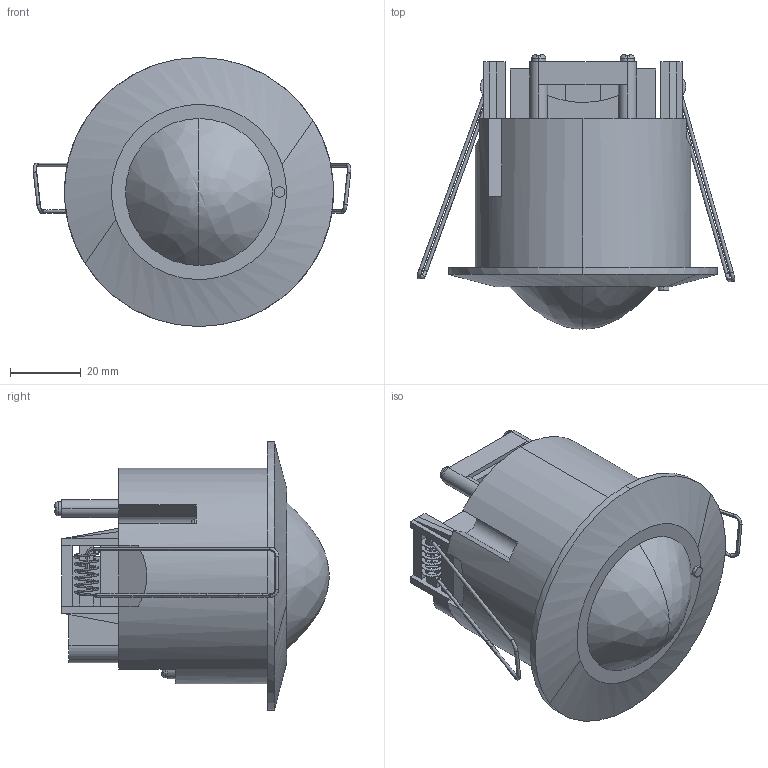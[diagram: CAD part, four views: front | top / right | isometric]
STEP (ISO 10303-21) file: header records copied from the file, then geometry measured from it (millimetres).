
FILE_DESCRIPTION (( 'STEP AP214' ), '1' );
FILE_NAME ('LDD11-301MB-1200-001 Äàò÷èê äâèæåíèÿ ÄÄ-ÌÂ 301 áåëûé, 1200Âò, 360 ãð.,8Ì,IP20,IEK.STEP', '2017-09-05T08:22:01', ( '' ), ( '' ), 'SwSTEP 2.0', 'SolidWorks 2014', '' );
FILE_SCHEMA (( 'AUTOMOTIVE_DESIGN' ));
Length unit declared in the file: millimetre
Products named in the file (1): LDD11-301MB-1200-001 Äàò÷èê äâèæåíèÿ ÄÄ-ÌÂ 301 áåëûé, 1200Âò, 360 ãð.,8Ì,IP20,IEK
Bounding box: 89.71 x 77.5 x 76 mm (x, y, z)
Volume: 147154.3 mm3; surface area: 33046.4 mm2
Topology: 2 solids, 2 shells, 375 faces, 1032 edges, 668 vertices
Faces by surface type: plane 282, cylinder 45, bspline 38, torus 10
Entity records: 16456 total; most frequent: CARTESIAN_POINT 7084, ORIENTED_EDGE 2060, DIRECTION 1775, EDGE_CURVE 1030, VECTOR 717, LINE 717, VERTEX_POINT 668, AXIS2_PLACEMENT_3D 529
